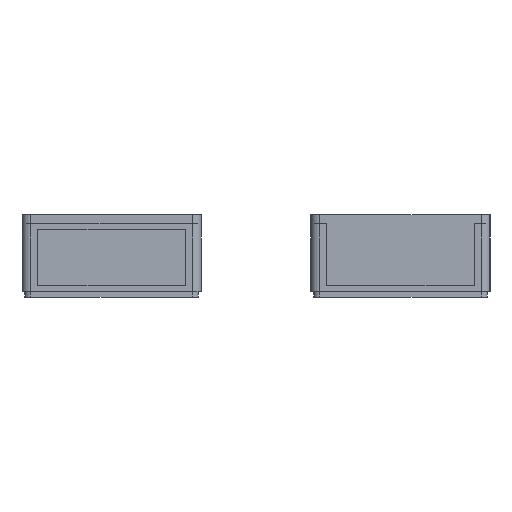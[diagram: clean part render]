
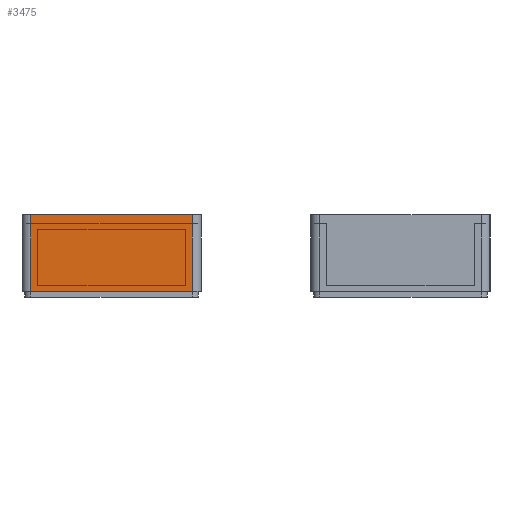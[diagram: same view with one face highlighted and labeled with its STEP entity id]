
A CAD part, front view. The second image highlights one B-rep face of the part: STEP entity #3475.
In plain terms, the highlighted planar face has unit normal (0, -1, 0).
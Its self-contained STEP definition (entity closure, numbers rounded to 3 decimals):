
#131=PLANE('',#3769);
#291=FACE_OUTER_BOUND('',#515,.T.);
#515=EDGE_LOOP('',(#2753,#2754,#2755,#2756));
#811=LINE('',#5503,#1147);
#819=LINE('',#5533,#1155);
#820=LINE('',#5536,#1156);
#821=LINE('',#5537,#1157);
#1147=VECTOR('',#4425,10.);
#1155=VECTOR('',#4463,10.);
#1156=VECTOR('',#4466,10.);
#1157=VECTOR('',#4467,10.);
#1633=VERTEX_POINT('',#5500);
#1634=VERTEX_POINT('',#5502);
#1641=VERTEX_POINT('',#5531);
#1642=VERTEX_POINT('',#5535);
#2030=EDGE_CURVE('',#1633,#1634,#811,.T.);
#2045=EDGE_CURVE('',#1641,#1634,#819,.T.);
#2046=EDGE_CURVE('',#1641,#1642,#820,.T.);
#2047=EDGE_CURVE('',#1642,#1633,#821,.T.);
#2753=ORIENTED_EDGE('',*,*,#2046,.F.);
#2754=ORIENTED_EDGE('',*,*,#2045,.T.);
#2755=ORIENTED_EDGE('',*,*,#2030,.F.);
#2756=ORIENTED_EDGE('',*,*,#2047,.F.);
#3475=ADVANCED_FACE('',(#291),#131,.T.);
#3769=AXIS2_PLACEMENT_3D('',#5534,#4464,#4465);
#4425=DIRECTION('',(-1.,0.,0.));
#4463=DIRECTION('',(0.,0.,-1.));
#4464=DIRECTION('center_axis',(0.,-1.,0.));
#4465=DIRECTION('ref_axis',(-1.,0.,0.));
#4466=DIRECTION('',(1.,0.,0.));
#4467=DIRECTION('',(0.,0.,-1.));
#5500=CARTESIAN_POINT('',(116.,-202.,0.));
#5502=CARTESIAN_POINT('',(4.,-202.,0.));
#5503=CARTESIAN_POINT('',(116.,-202.,0.));
#5531=CARTESIAN_POINT('',(4.,-202.,53.));
#5533=CARTESIAN_POINT('',(4.,-202.,53.));
#5534=CARTESIAN_POINT('Origin',(116.,-202.,53.));
#5535=CARTESIAN_POINT('',(116.,-202.,53.));
#5536=CARTESIAN_POINT('',(4.,-202.,53.));
#5537=CARTESIAN_POINT('',(116.,-202.,53.));
